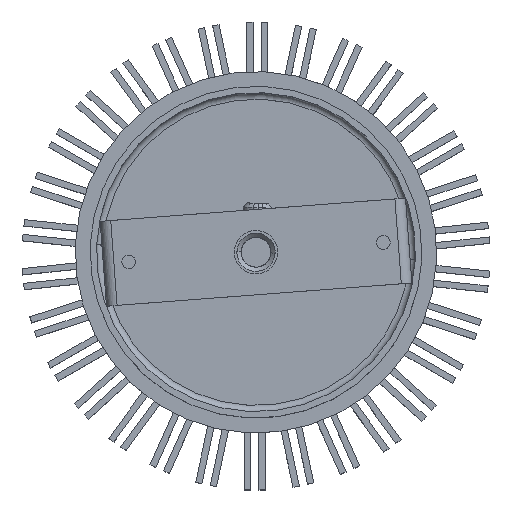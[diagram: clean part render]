
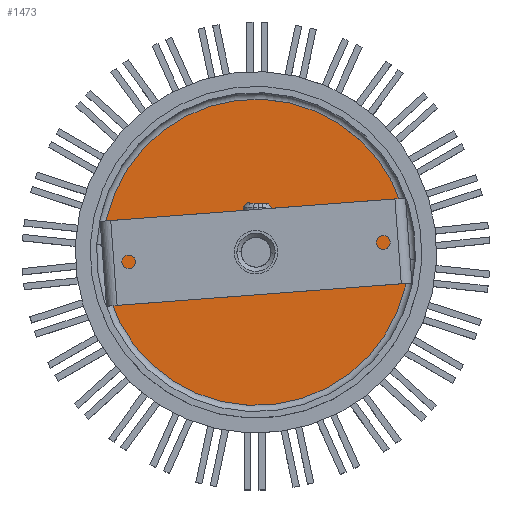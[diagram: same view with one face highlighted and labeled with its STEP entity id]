
A CAD part, top view. The second image highlights one B-rep face of the part: STEP entity #1473.
In plain terms, the highlighted planar face has unit normal (0, 0, 1).
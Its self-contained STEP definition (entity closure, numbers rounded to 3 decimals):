
#766 = CIRCLE ( 'NONE', #23253, 36. ) ;
#1473 = ADVANCED_FACE ( 'NONE', ( #24841, #12406 ), #11350, .T. ) ;
#1692 = AXIS2_PLACEMENT_3D ( 'NONE', #13495, #21657, #15579 ) ;
#3612 = CIRCLE ( 'NONE', #1692, 5.25 ) ;
#3743 = EDGE_CURVE ( 'NONE', #22550, #8711, #3612, .T. ) ;
#3967 = DIRECTION ( 'NONE',  ( 0., 0., -1. ) ) ;
#5064 = ORIENTED_EDGE ( 'NONE', *, *, #15329, .F. ) ;
#6860 = CARTESIAN_POINT ( 'NONE',  ( 5.25, 0., 1.5 ) ) ;
#6977 = AXIS2_PLACEMENT_3D ( 'NONE', #8919, #9263, #13255 ) ;
#7711 = VERTEX_POINT ( 'NONE', #20947 ) ;
#8053 = CIRCLE ( 'NONE', #17270, 5.25 ) ;
#8711 = VERTEX_POINT ( 'NONE', #6860 ) ;
#8771 = DIRECTION ( 'NONE',  ( 0., 0., 1. ) ) ;
#8919 = CARTESIAN_POINT ( 'NONE',  ( 0., 0., 1.5 ) ) ;
#9263 = DIRECTION ( 'NONE',  ( 0., 0., -1. ) ) ;
#9283 = DIRECTION ( 'NONE',  ( 0., 0., 1. ) ) ;
#9284 = CARTESIAN_POINT ( 'NONE',  ( -5.25, 0., 1.5 ) ) ;
#10398 = EDGE_LOOP ( 'NONE', ( #20451, #5064 ) ) ;
#11350 = PLANE ( 'NONE',  #14515 ) ;
#11820 = CARTESIAN_POINT ( 'NONE',  ( -36., 0., 1.5 ) ) ;
#12406 = FACE_OUTER_BOUND ( 'NONE', #10398, .T. ) ;
#12479 = VERTEX_POINT ( 'NONE', #11820 ) ;
#12990 = EDGE_LOOP ( 'NONE', ( #25258, #16373 ) ) ;
#13255 = DIRECTION ( 'NONE',  ( 1., 0., 0. ) ) ;
#13495 = CARTESIAN_POINT ( 'NONE',  ( 0., 0., 1.5 ) ) ;
#13526 = DIRECTION ( 'NONE',  ( 1., 0., 0. ) ) ;
#13895 = DIRECTION ( 'NONE',  ( 1., 0., 0. ) ) ;
#14515 = AXIS2_PLACEMENT_3D ( 'NONE', #25077, #9283, #13526 ) ;
#15329 = EDGE_CURVE ( 'NONE', #12479, #7711, #766, .T. ) ;
#15579 = DIRECTION ( 'NONE',  ( 1., 0., 0. ) ) ;
#16373 = ORIENTED_EDGE ( 'NONE', *, *, #3743, .F. ) ;
#16516 = CIRCLE ( 'NONE', #6977, 36. ) ;
#17270 = AXIS2_PLACEMENT_3D ( 'NONE', #20838, #8771, #22574 ) ;
#17648 = EDGE_CURVE ( 'NONE', #7711, #12479, #16516, .T. ) ;
#17888 = CARTESIAN_POINT ( 'NONE',  ( 0., 0., 1.5 ) ) ;
#20451 = ORIENTED_EDGE ( 'NONE', *, *, #17648, .F. ) ;
#20838 = CARTESIAN_POINT ( 'NONE',  ( 0., 0., 1.5 ) ) ;
#20947 = CARTESIAN_POINT ( 'NONE',  ( 36., 0., 1.5 ) ) ;
#21657 = DIRECTION ( 'NONE',  ( 0., 0., 1. ) ) ;
#22550 = VERTEX_POINT ( 'NONE', #9284 ) ;
#22574 = DIRECTION ( 'NONE',  ( 1., 0., 0. ) ) ;
#23253 = AXIS2_PLACEMENT_3D ( 'NONE', #17888, #3967, #13895 ) ;
#24455 = EDGE_CURVE ( 'NONE', #8711, #22550, #8053, .T. ) ;
#24841 = FACE_BOUND ( 'NONE', #12990, .T. ) ;
#25077 = CARTESIAN_POINT ( 'NONE',  ( 0., 0., 1.5 ) ) ;
#25258 = ORIENTED_EDGE ( 'NONE', *, *, #24455, .F. ) ;
